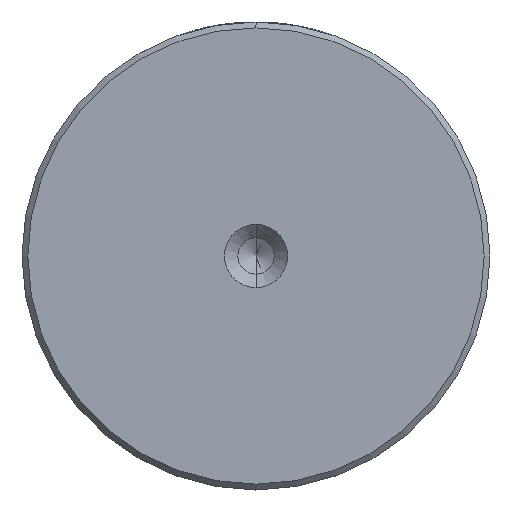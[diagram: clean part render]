
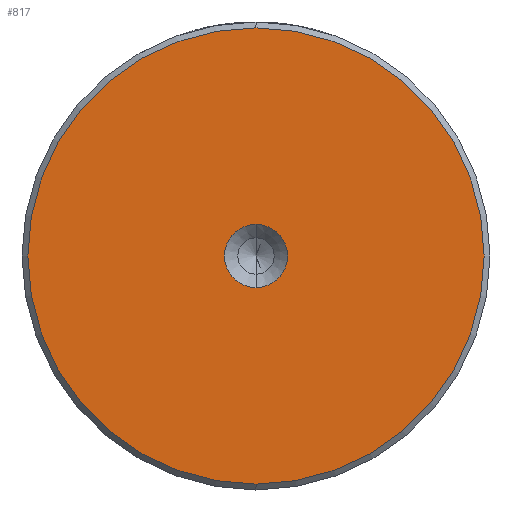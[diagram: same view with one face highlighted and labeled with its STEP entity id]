
A CAD part, left-side view. The second image highlights one B-rep face of the part: STEP entity #817.
In plain terms, the highlighted planar face has unit normal (-1, 0, 0).
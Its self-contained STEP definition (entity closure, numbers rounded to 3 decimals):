
#17 = CARTESIAN_POINT ( 'NONE',  ( 0., 0., 0. ) ) ;
#36 = CARTESIAN_POINT ( 'NONE',  ( 0., 0., 0. ) ) ;
#62 = CARTESIAN_POINT ( 'NONE',  ( 0., 0., -19.5 ) ) ;
#81 = CARTESIAN_POINT ( 'NONE',  ( 0., 0., 0. ) ) ;
#131 = VERTEX_POINT ( 'NONE', #311 ) ;
#153 = AXIS2_PLACEMENT_3D ( 'NONE', #776, #2882, #1487 ) ;
#251 = DIRECTION ( 'NONE',  ( 0., 0., 1. ) ) ;
#252 = EDGE_LOOP ( 'NONE', ( #2117, #1039 ) ) ;
#264 = DIRECTION ( 'NONE',  ( 0., 0., 1. ) ) ;
#287 = CARTESIAN_POINT ( 'NONE',  ( 0., 0., 0. ) ) ;
#309 = DIRECTION ( 'NONE',  ( 0., 0., 1. ) ) ;
#311 = CARTESIAN_POINT ( 'NONE',  ( 0., 0., -2.7 ) ) ;
#315 = CIRCLE ( 'NONE', #1670, 19.5 ) ;
#419 = EDGE_CURVE ( 'NONE', #2283, #2353, #1626, .T. ) ;
#474 = EDGE_CURVE ( 'NONE', #2353, #2283, #315, .T. ) ;
#488 = CARTESIAN_POINT ( 'NONE',  ( 0., 0., 19.5 ) ) ;
#516 = DIRECTION ( 'NONE',  ( 0., 0., 1. ) ) ;
#531 = PLANE ( 'NONE',  #153 ) ;
#567 = CIRCLE ( 'NONE', #977, 2.7 ) ;
#776 = CARTESIAN_POINT ( 'NONE',  ( 0., 0., 0. ) ) ;
#817 = ADVANCED_FACE ( 'NONE', ( #2536, #1312 ), #531, .T. ) ;
#896 = AXIS2_PLACEMENT_3D ( 'NONE', #36, #1667, #264 ) ;
#977 = AXIS2_PLACEMENT_3D ( 'NONE', #17, #1651, #251 ) ;
#1039 = ORIENTED_EDGE ( 'NONE', *, *, #419, .T. ) ;
#1088 = ORIENTED_EDGE ( 'NONE', *, *, #1600, .F. ) ;
#1312 = FACE_BOUND ( 'NONE', #2558, .T. ) ;
#1327 = CIRCLE ( 'NONE', #1344, 2.7 ) ;
#1344 = AXIS2_PLACEMENT_3D ( 'NONE', #81, #1715, #309 ) ;
#1486 = ORIENTED_EDGE ( 'NONE', *, *, #2526, .F. ) ;
#1487 = DIRECTION ( 'NONE',  ( 0., 0., 1. ) ) ;
#1600 = EDGE_CURVE ( 'NONE', #131, #2412, #567, .T. ) ;
#1626 = CIRCLE ( 'NONE', #896, 19.5 ) ;
#1651 = DIRECTION ( 'NONE',  ( -1., 0., 0. ) ) ;
#1667 = DIRECTION ( 'NONE',  ( -1., 0., 0. ) ) ;
#1670 = AXIS2_PLACEMENT_3D ( 'NONE', #287, #1919, #516 ) ;
#1715 = DIRECTION ( 'NONE',  ( -1., 0., 0. ) ) ;
#1919 = DIRECTION ( 'NONE',  ( -1., 0., 0. ) ) ;
#2117 = ORIENTED_EDGE ( 'NONE', *, *, #474, .T. ) ;
#2283 = VERTEX_POINT ( 'NONE', #488 ) ;
#2353 = VERTEX_POINT ( 'NONE', #62 ) ;
#2412 = VERTEX_POINT ( 'NONE', #2418 ) ;
#2418 = CARTESIAN_POINT ( 'NONE',  ( 0., 0., 2.7 ) ) ;
#2526 = EDGE_CURVE ( 'NONE', #2412, #131, #1327, .T. ) ;
#2536 = FACE_OUTER_BOUND ( 'NONE', #252, .T. ) ;
#2558 = EDGE_LOOP ( 'NONE', ( #1486, #1088 ) ) ;
#2882 = DIRECTION ( 'NONE',  ( -1., 0., 0. ) ) ;
